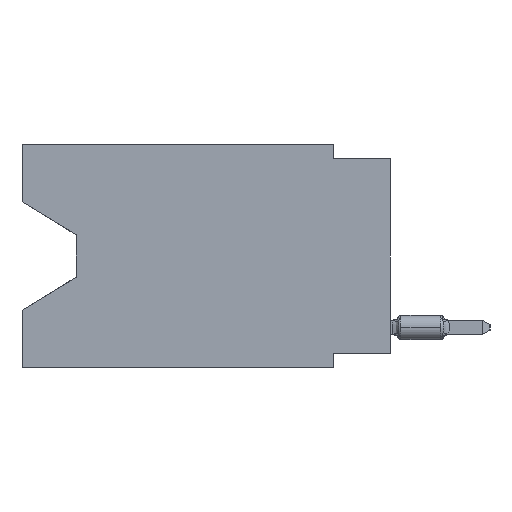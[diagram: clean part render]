
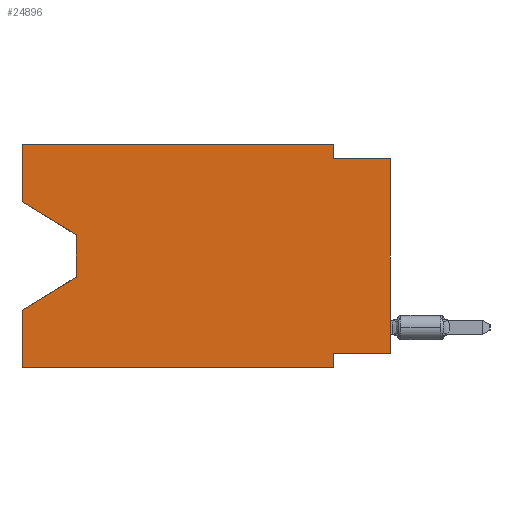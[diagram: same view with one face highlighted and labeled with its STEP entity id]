
A CAD part, left-side view. The second image highlights one B-rep face of the part: STEP entity #24896.
In plain terms, the highlighted planar face has unit normal (-1, 0, 0).
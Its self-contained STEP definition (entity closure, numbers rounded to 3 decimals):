
#2 = CARTESIAN_POINT ( 'NONE',  ( 0., 2.54, -9.271 ) ) ;
#423 = VECTOR ( 'NONE', #18643, 1000. ) ;
#468 = ORIENTED_EDGE ( 'NONE', *, *, #30228, .T. ) ;
#803 = ORIENTED_EDGE ( 'NONE', *, *, #20759, .F. ) ;
#2122 = PLANE ( 'NONE',  #31790 ) ;
#2976 = EDGE_CURVE ( 'NONE', #9704, #7251, #9273, .T. ) ;
#3073 = LINE ( 'NONE', #31109, #16816 ) ;
#3257 = VERTEX_POINT ( 'NONE', #36623 ) ;
#3415 = CARTESIAN_POINT ( 'NONE',  ( 0., 2.54, -0.635 ) ) ;
#3646 = CARTESIAN_POINT ( 'NONE',  ( 0., 0., 0. ) ) ;
#5496 = VECTOR ( 'NONE', #6323, 1000. ) ;
#5689 = ORIENTED_EDGE ( 'NONE', *, *, #17531, .T. ) ;
#6286 = CARTESIAN_POINT ( 'NONE',  ( 0., 2.54, 0. ) ) ;
#6295 = LINE ( 'NONE', #16249, #16742 ) ;
#6323 = DIRECTION ( 'NONE',  ( 0., 1., 0. ) ) ;
#6973 = ORIENTED_EDGE ( 'NONE', *, *, #13090, .F. ) ;
#7251 = VERTEX_POINT ( 'NONE', #31456 ) ;
#7928 = DIRECTION ( 'NONE',  ( 0., -1., 0. ) ) ;
#8437 = VERTEX_POINT ( 'NONE', #21539 ) ;
#8617 = CARTESIAN_POINT ( 'NONE',  ( 0., 16.383, 0. ) ) ;
#8901 = ORIENTED_EDGE ( 'NONE', *, *, #38330, .T. ) ;
#9273 = LINE ( 'NONE', #15778, #423 ) ;
#9330 = LINE ( 'NONE', #6286, #39166 ) ;
#9704 = VERTEX_POINT ( 'NONE', #3415 ) ;
#9824 = LINE ( 'NONE', #19759, #28190 ) ;
#9931 = DIRECTION ( 'NONE',  ( 0., -0.855, -0.519 ) ) ;
#10750 = VERTEX_POINT ( 'NONE', #19410 ) ;
#10772 = VECTOR ( 'NONE', #22103, 1000. ) ;
#11190 = CARTESIAN_POINT ( 'NONE',  ( 0., 0., -9.271 ) ) ;
#13090 = EDGE_CURVE ( 'NONE', #30447, #16615, #29831, .T. ) ;
#13549 = VERTEX_POINT ( 'NONE', #33740 ) ;
#15455 = CARTESIAN_POINT ( 'NONE',  ( 0., 16.383, -9.906 ) ) ;
#15778 = CARTESIAN_POINT ( 'NONE',  ( 0., 0., -0.635 ) ) ;
#15945 = CARTESIAN_POINT ( 'NONE',  ( 0., 2.54, -9.906 ) ) ;
#16139 = DIRECTION ( 'NONE',  ( 0., 0.855, -0.519 ) ) ;
#16249 = CARTESIAN_POINT ( 'NONE',  ( 0., 16.383, -2.546 ) ) ;
#16615 = VERTEX_POINT ( 'NONE', #15945 ) ;
#16742 = VECTOR ( 'NONE', #9931, 1000. ) ;
#16816 = VECTOR ( 'NONE', #27481, 1000. ) ;
#16846 = EDGE_CURVE ( 'NONE', #3257, #28484, #6295, .T. ) ;
#16912 = VECTOR ( 'NONE', #36073, 1000. ) ;
#17041 = CARTESIAN_POINT ( 'NONE',  ( 0., 2.54, -9.906 ) ) ;
#17531 = EDGE_CURVE ( 'NONE', #28484, #24166, #3073, .T. ) ;
#17868 = VECTOR ( 'NONE', #23994, 1000. ) ;
#17999 = LINE ( 'NONE', #21246, #16912 ) ;
#18170 = VECTOR ( 'NONE', #29418, 1000. ) ;
#18525 = LINE ( 'NONE', #21774, #5496 ) ;
#18643 = DIRECTION ( 'NONE',  ( 0., -1., 0. ) ) ;
#18710 = DIRECTION ( 'NONE',  ( 0., 0., -1. ) ) ;
#19410 = CARTESIAN_POINT ( 'NONE',  ( 0., 16.383, -7.36 ) ) ;
#19517 = LINE ( 'NONE', #3646, #24982 ) ;
#19759 = CARTESIAN_POINT ( 'NONE',  ( 0., 13.97, -5.893 ) ) ;
#20355 = ORIENTED_EDGE ( 'NONE', *, *, #39054, .F. ) ;
#20759 = EDGE_CURVE ( 'NONE', #13549, #8437, #22703, .T. ) ;
#21246 = CARTESIAN_POINT ( 'NONE',  ( 0., 16.383, 0. ) ) ;
#21539 = CARTESIAN_POINT ( 'NONE',  ( 0., 2.54, 0. ) ) ;
#21774 = CARTESIAN_POINT ( 'NONE',  ( 0., 0., -9.271 ) ) ;
#22103 = DIRECTION ( 'NONE',  ( 0., -1., 0. ) ) ;
#22215 = VERTEX_POINT ( 'NONE', #11190 ) ;
#22703 = LINE ( 'NONE', #25539, #10772 ) ;
#23745 = CARTESIAN_POINT ( 'NONE',  ( 0., 13.97, -5.893 ) ) ;
#23994 = DIRECTION ( 'NONE',  ( 0., 0., 1. ) ) ;
#24166 = VERTEX_POINT ( 'NONE', #23745 ) ;
#24178 = CARTESIAN_POINT ( 'NONE',  ( 0., 16.383, 0. ) ) ;
#24290 = DIRECTION ( 'NONE',  ( 1., 0., 0. ) ) ;
#24861 = EDGE_CURVE ( 'NONE', #3257, #13549, #17999, .T. ) ;
#24896 = ADVANCED_FACE ( 'NONE', ( #33408 ), #2122, .F. ) ;
#24982 = VECTOR ( 'NONE', #31690, 1000. ) ;
#25539 = CARTESIAN_POINT ( 'NONE',  ( 0., 16.383, 0. ) ) ;
#26469 = CARTESIAN_POINT ( 'NONE',  ( 0., 16.383, -9.906 ) ) ;
#27286 = ORIENTED_EDGE ( 'NONE', *, *, #16846, .T. ) ;
#27481 = DIRECTION ( 'NONE',  ( 0., 0., -1. ) ) ;
#28023 = LINE ( 'NONE', #24178, #17868 ) ;
#28036 = ORIENTED_EDGE ( 'NONE', *, *, #24861, .F. ) ;
#28190 = VECTOR ( 'NONE', #16139, 1000. ) ;
#28484 = VERTEX_POINT ( 'NONE', #31860 ) ;
#29175 = EDGE_CURVE ( 'NONE', #8437, #9704, #9330, .T. ) ;
#29418 = DIRECTION ( 'NONE',  ( 0., 0., -1. ) ) ;
#29831 = LINE ( 'NONE', #17041, #18170 ) ;
#30203 = ORIENTED_EDGE ( 'NONE', *, *, #38545, .F. ) ;
#30228 = EDGE_CURVE ( 'NONE', #33475, #16615, #36200, .T. ) ;
#30447 = VERTEX_POINT ( 'NONE', #2 ) ;
#30566 = DIRECTION ( 'NONE',  ( 0., 0., -1. ) ) ;
#31109 = CARTESIAN_POINT ( 'NONE',  ( 0., 13.97, -4.013 ) ) ;
#31365 = EDGE_LOOP ( 'NONE', ( #27286, #5689, #8901, #20355, #468, #6973, #30203, #33887, #35689, #37970, #803, #28036 ) ) ;
#31456 = CARTESIAN_POINT ( 'NONE',  ( 0., 0., -0.635 ) ) ;
#31690 = DIRECTION ( 'NONE',  ( 0., 0., 1. ) ) ;
#31790 = AXIS2_PLACEMENT_3D ( 'NONE', #8617, #24290, #30566 ) ;
#31860 = CARTESIAN_POINT ( 'NONE',  ( 0., 13.97, -4.013 ) ) ;
#33408 = FACE_OUTER_BOUND ( 'NONE', #31365, .T. ) ;
#33475 = VERTEX_POINT ( 'NONE', #15455 ) ;
#33740 = CARTESIAN_POINT ( 'NONE',  ( 0., 16.383, 0. ) ) ;
#33887 = ORIENTED_EDGE ( 'NONE', *, *, #38757, .T. ) ;
#35689 = ORIENTED_EDGE ( 'NONE', *, *, #2976, .F. ) ;
#36073 = DIRECTION ( 'NONE',  ( 0., 0., 1. ) ) ;
#36200 = LINE ( 'NONE', #26469, #37961 ) ;
#36623 = CARTESIAN_POINT ( 'NONE',  ( 0., 16.383, -2.546 ) ) ;
#37961 = VECTOR ( 'NONE', #7928, 1000. ) ;
#37970 = ORIENTED_EDGE ( 'NONE', *, *, #29175, .F. ) ;
#38330 = EDGE_CURVE ( 'NONE', #24166, #10750, #9824, .T. ) ;
#38545 = EDGE_CURVE ( 'NONE', #22215, #30447, #18525, .T. ) ;
#38757 = EDGE_CURVE ( 'NONE', #22215, #7251, #19517, .T. ) ;
#39054 = EDGE_CURVE ( 'NONE', #33475, #10750, #28023, .T. ) ;
#39166 = VECTOR ( 'NONE', #18710, 1000. ) ;
